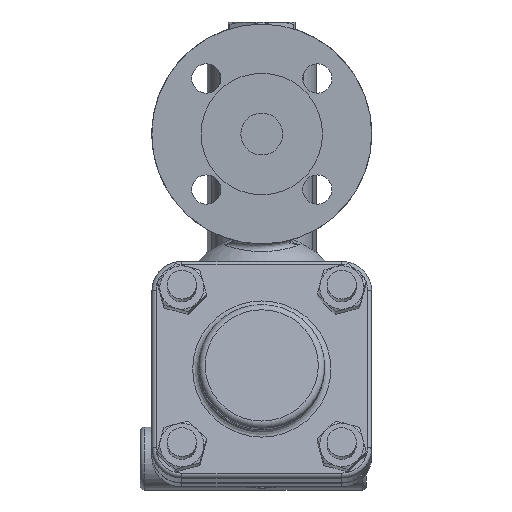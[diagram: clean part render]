
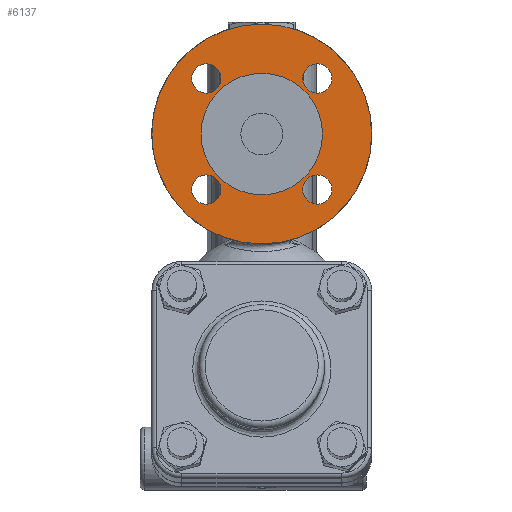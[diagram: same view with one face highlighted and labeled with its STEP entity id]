
A CAD part, left-side view. The second image highlights one B-rep face of the part: STEP entity #6137.
In plain terms, the highlighted planar face has unit normal (-1, 0, 0).
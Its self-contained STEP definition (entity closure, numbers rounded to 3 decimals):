
#6059=CARTESIAN_POINT('',(-48.0,0.,29.));
#6060=VERTEX_POINT('',#6059);
#6061=CARTESIAN_POINT('',(-48.0,0.0,0.0));
#6062=DIRECTION('',(-1.0,0.0,0.0));
#6063=DIRECTION('',(0.0,0.0,-1.0));
#6064=AXIS2_PLACEMENT_3D('',#6061,#6062,#6063);
#6065=CIRCLE('',#6064,29.);
#6066=EDGE_CURVE('',#6060,#6060,#6065,.T.);
#6074=CARTESIAN_POINT('',(-48.0,0.0,0.0));
#6075=DIRECTION('',(1.0,0.0,0.0));
#6076=DIRECTION('',(0.0,0.0,-1.0));
#6077=AXIS2_PLACEMENT_3D('',#6074,#6075,#6076);
#6078=PLANE('',#6077);
#6079=CARTESIAN_POINT('',(-48.0,0.,52.5));
#6080=VERTEX_POINT('',#6079);
#6081=CARTESIAN_POINT('',(-48.0,0.0,0.0));
#6082=DIRECTION('',(1.0,0.0,0.0));
#6083=DIRECTION('',(0.0,-1.0,0.0));
#6084=AXIS2_PLACEMENT_3D('',#6081,#6082,#6083);
#6085=CIRCLE('',#6084,52.5);
#6086=EDGE_CURVE('',#6080,#6080,#6085,.T.);
#6087=ORIENTED_EDGE('',*,*,#6086,.F.);
#6088=EDGE_LOOP('',(#6087));
#6089=FACE_OUTER_BOUND('',#6088,.T.);
#6090=CARTESIAN_POINT('',(-48.0,33.517,26.517));
#6091=VERTEX_POINT('',#6090);
#6092=CARTESIAN_POINT('',(-48.,26.517,26.517));
#6093=DIRECTION('',(1.0,0.0,0.0));
#6094=DIRECTION('',(0.0,1.0,0.0));
#6095=AXIS2_PLACEMENT_3D('',#6092,#6093,#6094);
#6096=CIRCLE('',#6095,7.);
#6097=EDGE_CURVE('',#6091,#6091,#6096,.T.);
#6098=ORIENTED_EDGE('',*,*,#6097,.T.);
#6099=EDGE_LOOP('',(#6098));
#6100=FACE_BOUND('',#6099,.T.);
#6101=CARTESIAN_POINT('',(-48.0,26.517,-33.517));
#6102=VERTEX_POINT('',#6101);
#6103=CARTESIAN_POINT('',(-48.,26.517,-26.517));
#6104=DIRECTION('',(1.0,0.0,0.0));
#6105=DIRECTION('',(0.0,0.0,-1.0));
#6106=AXIS2_PLACEMENT_3D('',#6103,#6104,#6105);
#6107=CIRCLE('',#6106,7.);
#6108=EDGE_CURVE('',#6102,#6102,#6107,.T.);
#6109=ORIENTED_EDGE('',*,*,#6108,.T.);
#6110=EDGE_LOOP('',(#6109));
#6111=FACE_BOUND('',#6110,.T.);
#6112=CARTESIAN_POINT('',(-48.0,-33.517,-26.517));
#6113=VERTEX_POINT('',#6112);
#6114=CARTESIAN_POINT('',(-48.,-26.517,-26.517));
#6115=DIRECTION('',(1.0,0.0,0.0));
#6116=DIRECTION('',(0.0,-1.0,0.0));
#6117=AXIS2_PLACEMENT_3D('',#6114,#6115,#6116);
#6118=CIRCLE('',#6117,7.);
#6119=EDGE_CURVE('',#6113,#6113,#6118,.T.);
#6120=ORIENTED_EDGE('',*,*,#6119,.T.);
#6121=EDGE_LOOP('',(#6120));
#6122=FACE_BOUND('',#6121,.T.);
#6123=CARTESIAN_POINT('',(-48.0,-26.517,33.517));
#6124=VERTEX_POINT('',#6123);
#6125=CARTESIAN_POINT('',(-48.,-26.517,26.517));
#6126=DIRECTION('',(1.0,0.0,0.0));
#6127=DIRECTION('',(0.0,0.0,1.0));
#6128=AXIS2_PLACEMENT_3D('',#6125,#6126,#6127);
#6129=CIRCLE('',#6128,7.);
#6130=EDGE_CURVE('',#6124,#6124,#6129,.T.);
#6131=ORIENTED_EDGE('',*,*,#6130,.T.);
#6132=EDGE_LOOP('',(#6131));
#6133=FACE_BOUND('',#6132,.T.);
#6134=ORIENTED_EDGE('',*,*,#6066,.F.);
#6135=EDGE_LOOP('',(#6134));
#6136=FACE_BOUND('',#6135,.T.);
#6137=ADVANCED_FACE('',(#6089,#6100,#6111,#6122,#6133,#6136),#6078,.F.);
